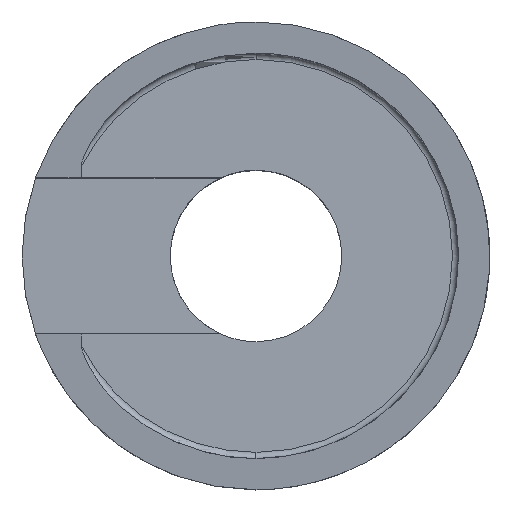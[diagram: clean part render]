
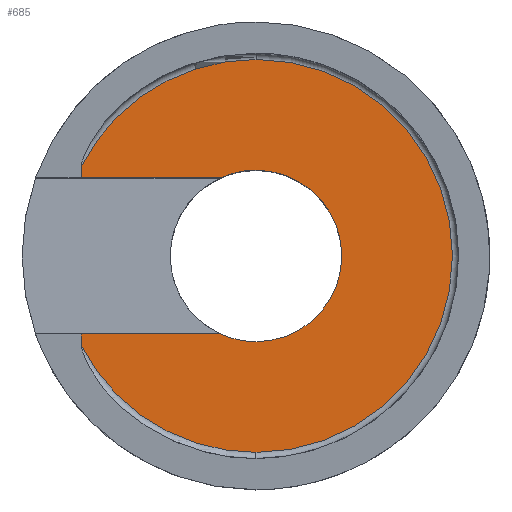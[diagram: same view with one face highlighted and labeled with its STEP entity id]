
A CAD part, top view. The second image highlights one B-rep face of the part: STEP entity #685.
In plain terms, the highlighted face is planar.
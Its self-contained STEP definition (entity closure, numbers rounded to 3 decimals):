
#38 = DIRECTION ( 'NONE',  ( 0., 0., 1. ) ) ;
#66 = CARTESIAN_POINT ( 'NONE',  ( 6.5, 0., 6.3 ) ) ;
#72 = VERTEX_POINT ( 'NONE', #734 ) ;
#76 = PLANE ( 'NONE',  #353 ) ;
#101 = LINE ( 'NONE', #389, #258 ) ;
#128 = CIRCLE ( 'NONE', #167, 2.75 ) ;
#156 = DIRECTION ( 'NONE',  ( 0., 0., 1. ) ) ;
#159 = VECTOR ( 'NONE', #1057, 1000. ) ;
#167 = AXIS2_PLACEMENT_3D ( 'NONE', #834, #831, #38 ) ;
#168 = LINE ( 'NONE', #1043, #159 ) ;
#179 = DIRECTION ( 'NONE',  ( 0., 0., 1. ) ) ;
#185 = VECTOR ( 'NONE', #424, 1000. ) ;
#194 = AXIS2_PLACEMENT_3D ( 'NONE', #991, #983, #979 ) ;
#197 = LINE ( 'NONE', #379, #185 ) ;
#211 = CARTESIAN_POINT ( 'NONE',  ( 6.5, 0., -6.3 ) ) ;
#232 = CIRCLE ( 'NONE', #194, 6.3 ) ;
#244 = AXIS2_PLACEMENT_3D ( 'NONE', #1062, #1076, #1056 ) ;
#258 = VECTOR ( 'NONE', #1058, 1000. ) ;
#264 = CIRCLE ( 'NONE', #244, 2.75 ) ;
#289 = AXIS2_PLACEMENT_3D ( 'NONE', #784, #771, #773 ) ;
#297 = VERTEX_POINT ( 'NONE', #945 ) ;
#302 = VERTEX_POINT ( 'NONE', #952 ) ;
#312 = CARTESIAN_POINT ( 'NONE',  ( 6.5, 5.606, 0. ) ) ;
#315 = CARTESIAN_POINT ( 'NONE',  ( 6.5, 0., 2.75 ) ) ;
#317 = EDGE_LOOP ( 'NONE', ( #818, #830, #799, #810, #791, #793, #779, #781, #777, #776 ) ) ;
#321 = VERTEX_POINT ( 'NONE', #931 ) ;
#322 = AXIS2_PLACEMENT_3D ( 'NONE', #607, #360, #1060 ) ;
#332 = AXIS2_PLACEMENT_3D ( 'NONE', #476, #555, #156 ) ;
#353 = AXIS2_PLACEMENT_3D ( 'NONE', #978, #909, #872 ) ;
#360 = DIRECTION ( 'NONE',  ( -1., 0., 0. ) ) ;
#379 = CARTESIAN_POINT ( 'NONE',  ( 6.5, 5.606, 0. ) ) ;
#389 = CARTESIAN_POINT ( 'NONE',  ( 6.5, 0., 2.5 ) ) ;
#424 = DIRECTION ( 'NONE',  ( 0., 0., 1. ) ) ;
#476 = CARTESIAN_POINT ( 'NONE',  ( 6.5, 0., 0. ) ) ;
#489 = EDGE_CURVE ( 'NONE', #72, #321, #1019, .T. ) ;
#505 = CIRCLE ( 'NONE', #332, 6.3 ) ;
#507 = CIRCLE ( 'NONE', #289, 2.75 ) ;
#555 = DIRECTION ( 'NONE',  ( -1., 0., 0. ) ) ;
#558 = VERTEX_POINT ( 'NONE', #1075 ) ;
#569 = CIRCLE ( 'NONE', #322, 6.3 ) ;
#575 = VERTEX_POINT ( 'NONE', #66 ) ;
#580 = VERTEX_POINT ( 'NONE', #1002 ) ;
#587 = VERTEX_POINT ( 'NONE', #211 ) ;
#607 = CARTESIAN_POINT ( 'NONE',  ( 6.5, 0., 0. ) ) ;
#613 = VERTEX_POINT ( 'NONE', #315 ) ;
#685 = ADVANCED_FACE ( 'NONE', ( #760 ), #76, .F. ) ;
#733 = EDGE_CURVE ( 'NONE', #587, #575, #505, .T. ) ;
#734 = CARTESIAN_POINT ( 'NONE',  ( 6.5, 5.606, -2.875 ) ) ;
#753 = VERTEX_POINT ( 'NONE', #798 ) ;
#754 = EDGE_CURVE ( 'NONE', #575, #580, #569, .T. ) ;
#755 = EDGE_CURVE ( 'NONE', #558, #753, #507, .T. ) ;
#760 = FACE_OUTER_BOUND ( 'NONE', #317, .T. ) ;
#771 = DIRECTION ( 'NONE',  ( -1., 0., 0. ) ) ;
#773 = DIRECTION ( 'NONE',  ( 0., 0., 1. ) ) ;
#776 = ORIENTED_EDGE ( 'NONE', *, *, #930, .F. ) ;
#777 = ORIENTED_EDGE ( 'NONE', *, *, #489, .T. ) ;
#779 = ORIENTED_EDGE ( 'NONE', *, *, #733, .F. ) ;
#781 = ORIENTED_EDGE ( 'NONE', *, *, #915, .F. ) ;
#784 = CARTESIAN_POINT ( 'NONE',  ( 6.5, 0., 0. ) ) ;
#791 = ORIENTED_EDGE ( 'NONE', *, *, #913, .T. ) ;
#793 = ORIENTED_EDGE ( 'NONE', *, *, #754, .F. ) ;
#798 = CARTESIAN_POINT ( 'NONE',  ( 6.5, 0., -2.75 ) ) ;
#799 = ORIENTED_EDGE ( 'NONE', *, *, #962, .T. ) ;
#810 = ORIENTED_EDGE ( 'NONE', *, *, #896, .F. ) ;
#818 = ORIENTED_EDGE ( 'NONE', *, *, #755, .T. ) ;
#830 = ORIENTED_EDGE ( 'NONE', *, *, #862, .T. ) ;
#831 = DIRECTION ( 'NONE',  ( -1., 0., 0. ) ) ;
#834 = CARTESIAN_POINT ( 'NONE',  ( 6.5, 0., 0. ) ) ;
#862 = EDGE_CURVE ( 'NONE', #753, #613, #264, .T. ) ;
#872 = DIRECTION ( 'NONE',  ( 0., 0., 1. ) ) ;
#896 = EDGE_CURVE ( 'NONE', #302, #297, #101, .T. ) ;
#909 = DIRECTION ( 'NONE',  ( -1., 0., 0. ) ) ;
#913 = EDGE_CURVE ( 'NONE', #302, #580, #197, .T. ) ;
#915 = EDGE_CURVE ( 'NONE', #72, #587, #232, .T. ) ;
#930 = EDGE_CURVE ( 'NONE', #558, #321, #168, .T. ) ;
#931 = CARTESIAN_POINT ( 'NONE',  ( 6.5, 5.606, -2.5 ) ) ;
#945 = CARTESIAN_POINT ( 'NONE',  ( 6.5, 1.146, 2.5 ) ) ;
#952 = CARTESIAN_POINT ( 'NONE',  ( 6.5, 5.606, 2.5 ) ) ;
#962 = EDGE_CURVE ( 'NONE', #613, #297, #128, .T. ) ;
#978 = CARTESIAN_POINT ( 'NONE',  ( 6.5, 6.3, 0. ) ) ;
#979 = DIRECTION ( 'NONE',  ( 0., 0., 1. ) ) ;
#983 = DIRECTION ( 'NONE',  ( -1., 0., 0. ) ) ;
#991 = CARTESIAN_POINT ( 'NONE',  ( 6.5, 0., 0. ) ) ;
#1002 = CARTESIAN_POINT ( 'NONE',  ( 6.5, 5.606, 2.875 ) ) ;
#1019 = LINE ( 'NONE', #312, #1065 ) ;
#1043 = CARTESIAN_POINT ( 'NONE',  ( 6.5, 0., -2.5 ) ) ;
#1056 = DIRECTION ( 'NONE',  ( 0., 0., 1. ) ) ;
#1057 = DIRECTION ( 'NONE',  ( 0., 1., 0. ) ) ;
#1058 = DIRECTION ( 'NONE',  ( 0., -1., 0. ) ) ;
#1060 = DIRECTION ( 'NONE',  ( 0., 0., 1. ) ) ;
#1062 = CARTESIAN_POINT ( 'NONE',  ( 6.5, 0., 0. ) ) ;
#1065 = VECTOR ( 'NONE', #179, 1000. ) ;
#1075 = CARTESIAN_POINT ( 'NONE',  ( 6.5, 1.146, -2.5 ) ) ;
#1076 = DIRECTION ( 'NONE',  ( -1., 0., 0. ) ) ;
